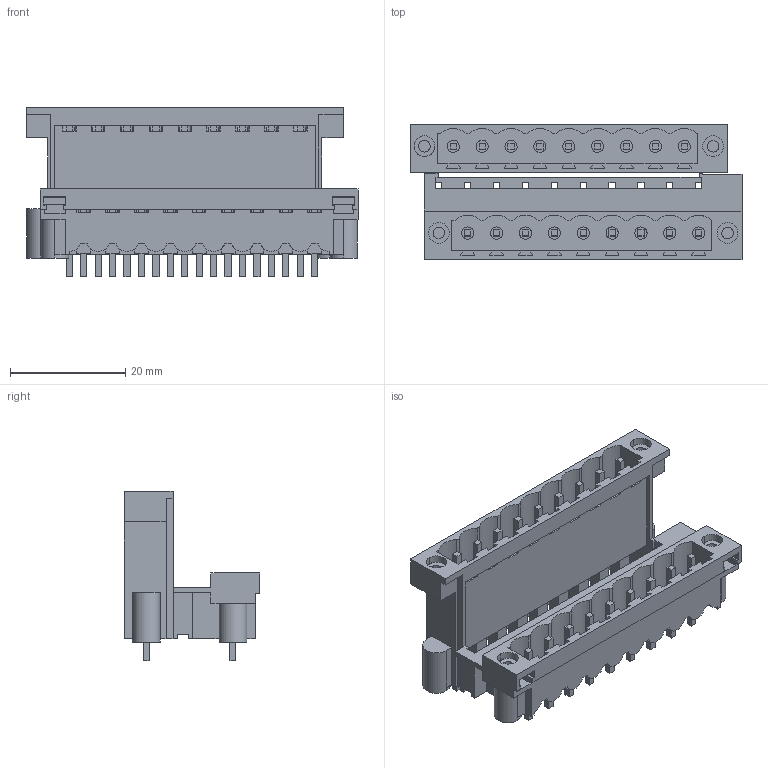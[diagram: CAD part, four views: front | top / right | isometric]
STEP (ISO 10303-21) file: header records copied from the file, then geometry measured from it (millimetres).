
FILE_DESCRIPTION(('CATIA V5 STEP Exchange','CAx-IF Rec.Pracs.--- Model Styling and Organization---1.2---2011-12-15'),'2;1');
FILE_NAME ('D1458352_0_1883000000_1883000000.stp','2018-03-30T11:55:30+00:00',('none'),('Weidmueller'),'CATIA Version 5-6 Release 2014','CATIA V5 STEP AP214','none');
FILE_SCHEMA(('AUTOMOTIVE_DESIGN { 1 0 10303 214 1 1 1 1 }'));
Length unit declared in the file: millimetre
Products named in the file (1): 1883000000
Bounding box: 57.5 x 23.43 x 29.36 mm (x, y, z)
Volume: 8934.8 mm3; surface area: 14568.8 mm2
Topology: 23 solids, 23 shells, 826 faces, 2502 edges, 1700 vertices
Faces by surface type: plane 728, cylinder 98
Entity records: 27819 total; most frequent: CARTESIAN_POINT 5091, ORIENTED_EDGE 5004, DIRECTION 3789, EDGE_CURVE 2502, VECTOR 2254, LINE 2254, VERTEX_POINT 1700, EDGE_LOOP 914
